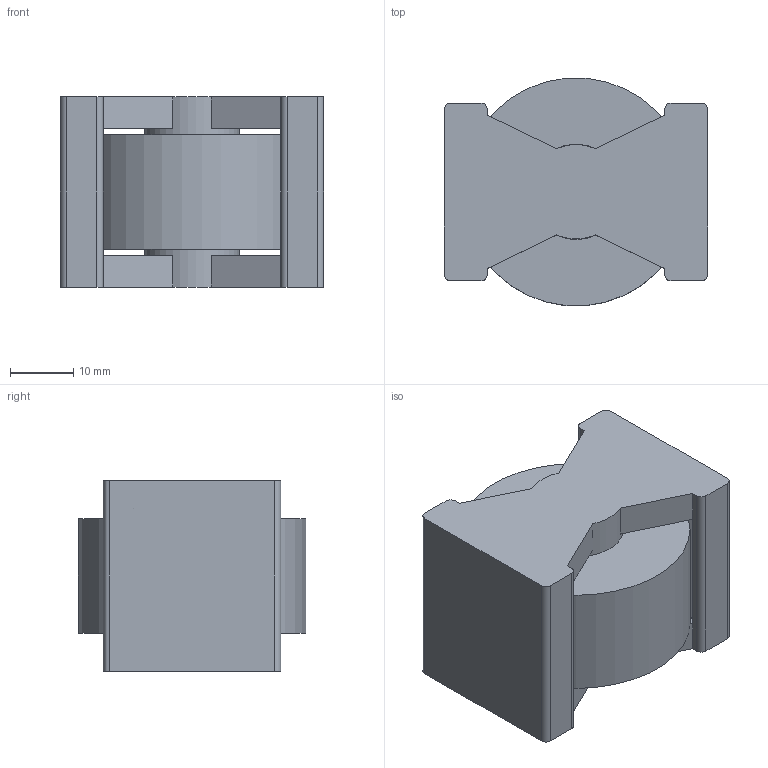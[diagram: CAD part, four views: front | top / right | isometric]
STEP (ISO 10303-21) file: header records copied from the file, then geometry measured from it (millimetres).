
FILE_DESCRIPTION (( 'STEP AP214' ), '1' );
FILE_NAME ('transformer assembly.STEP', '2018-06-29T17:59:53', ( '' ), ( '' ), 'SwSTEP 2.0', 'SolidWorks 2018', '' );
FILE_SCHEMA (( 'AUTOMOTIVE_DESIGN' ));
Length unit declared in the file: millimetre
Products named in the file (3): PQ40_30 coil_Varsay考an; PQ40_30 core_Varsay考an; transformer assembly
Assembly tree (2 placements, depth 2):
  transformer assembly
    PQ40_30 core_Varsay考an
    PQ40_30 coil_Varsay考an
Bounding box: 41.5 x 35.87 x 30 mm (x, y, z)
Volume: 31960.4 mm3; surface area: 12496.5 mm2
Topology: 2 solids, 2 shells, 43 faces, 121 edges, 78 vertices
Faces by surface type: plane 26, cylinder 17
Entity records: 1515 total; most frequent: DIRECTION 259, CARTESIAN_POINT 247, ORIENTED_EDGE 242, EDGE_CURVE 121, AXIS2_PLACEMENT_3D 90, VECTOR 79, LINE 79, VERTEX_POINT 78
